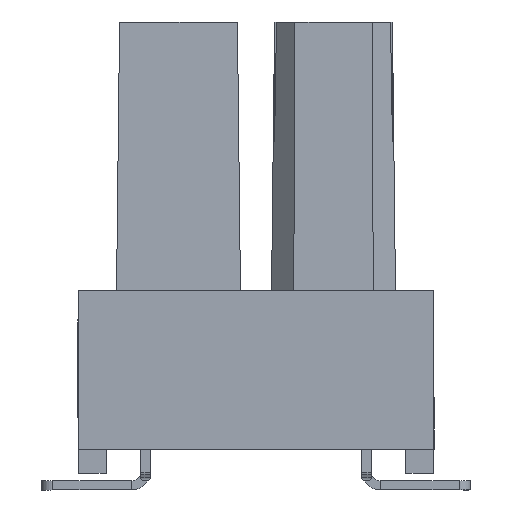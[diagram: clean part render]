
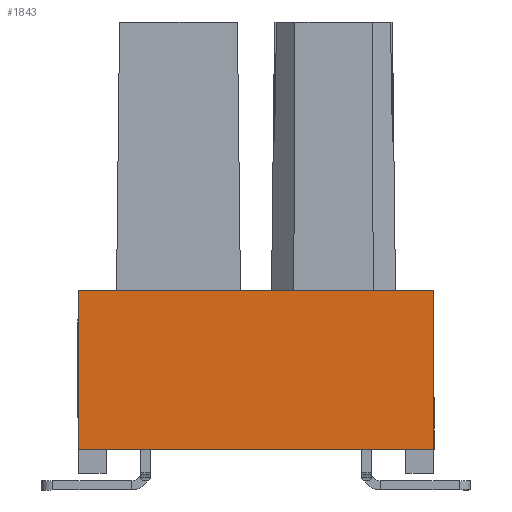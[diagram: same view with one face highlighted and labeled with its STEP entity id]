
A CAD part, left-side view. The second image highlights one B-rep face of the part: STEP entity #1843.
In plain terms, the highlighted planar face has unit normal (-1, 0, 0).
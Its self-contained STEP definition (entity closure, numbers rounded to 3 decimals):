
#1804=CARTESIAN_POINT('',(-17.268,0.,2.475));
#1805=DIRECTION('',(0.,-1.,0.));
#1806=DIRECTION('',(-1.,0.,0.));
#1807=AXIS2_PLACEMENT_3D('',#1804,#1806,#1805);
#1808=PLANE('',#1807);
#1809=CARTESIAN_POINT('',(-17.268,-4.8,4.95));
#1810=VERTEX_POINT('',#1809);
#1811=CARTESIAN_POINT('',(-17.268,4.8,4.95));
#1812=VERTEX_POINT('',#1811);
#1813=CARTESIAN_POINT('',(-17.268,-4.8,4.95));
#1814=DIRECTION('',(0.,1.,0.));
#1815=VECTOR('',#1814,9.6);
#1816=LINE('',#1813,#1815);
#1817=EDGE_CURVE('',#1810,#1812,#1816,.T.);
#1818=ORIENTED_EDGE('',*,*,#1817,.T.);
#1819=CARTESIAN_POINT('',(-17.268,4.8,0.65));
#1820=VERTEX_POINT('',#1819);
#1821=CARTESIAN_POINT('',(-17.268,4.8,4.95));
#1822=DIRECTION('',(0.,0.,-1.));
#1823=VECTOR('',#1822,4.3);
#1824=LINE('',#1821,#1823);
#1825=EDGE_CURVE('',#1812,#1820,#1824,.T.);
#1826=ORIENTED_EDGE('',*,*,#1825,.T.);
#1827=CARTESIAN_POINT('',(-17.268,-4.8,0.65));
#1828=VERTEX_POINT('',#1827);
#1829=CARTESIAN_POINT('',(-17.268,4.8,0.65));
#1830=DIRECTION('',(0.,-1.,0.));
#1831=VECTOR('',#1830,9.6);
#1832=LINE('',#1829,#1831);
#1833=EDGE_CURVE('',#1820,#1828,#1832,.T.);
#1834=ORIENTED_EDGE('',*,*,#1833,.T.);
#1835=CARTESIAN_POINT('',(-17.268,-4.8,0.65));
#1836=DIRECTION('',(0.,0.,1.));
#1837=VECTOR('',#1836,4.3);
#1838=LINE('',#1835,#1837);
#1839=EDGE_CURVE('',#1828,#1810,#1838,.T.);
#1840=ORIENTED_EDGE('',*,*,#1839,.T.);
#1841=EDGE_LOOP('',(#1818,#1826,#1834,#1840));
#1842=FACE_OUTER_BOUND('',#1841,.T.);
#1843=ADVANCED_FACE('',(#1842),#1808,.T.);
